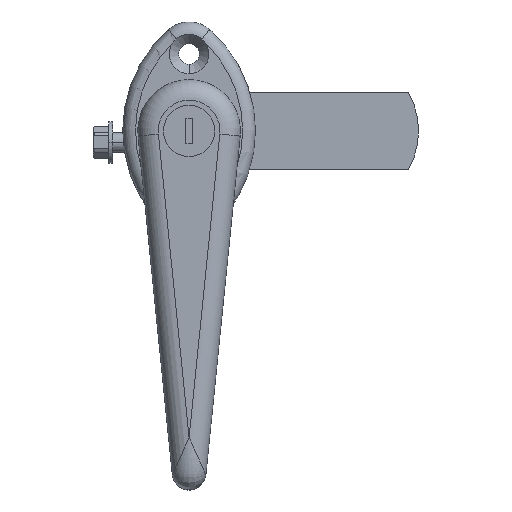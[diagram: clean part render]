
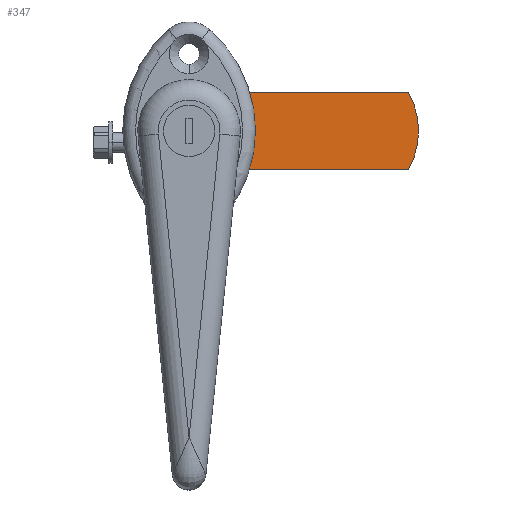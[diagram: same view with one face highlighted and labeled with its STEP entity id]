
A CAD part, front view. The second image highlights one B-rep face of the part: STEP entity #347.
In plain terms, the highlighted planar face has unit normal (0, -1, 0).
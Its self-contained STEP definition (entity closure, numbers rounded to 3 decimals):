
#183=CARTESIAN_POINT('',(2.071,2.944,-0.376));
#184=VERTEX_POINT('',#183);
#191=CARTESIAN_POINT('',(2.071,2.944,-1.124));
#192=VERTEX_POINT('',#191);
#193=CARTESIAN_POINT('',(1.41,2.944,-0.75));
#194=DIRECTION('',(0.0,-1.0,0.0));
#195=DIRECTION('',(1.0,0.0,0.0));
#196=AXIS2_PLACEMENT_3D('',#193,#194,#195);
#197=CIRCLE('',#196,0.76);
#198=EDGE_CURVE('',#192,#184,#197,.T.);
#215=CARTESIAN_POINT('',(-0.5,2.944,-1.124));
#216=VERTEX_POINT('',#215);
#217=CARTESIAN_POINT('',(2.071,2.944,-1.124));
#218=DIRECTION('',(-1.0,0.0,0.0));
#219=VECTOR('',#218,2.571);
#220=LINE('',#217,#219);
#221=EDGE_CURVE('',#192,#216,#220,.T.);
#290=CARTESIAN_POINT('',(2.169,2.944,-1.124));
#291=DIRECTION('',(0.0,-1.0,0.0));
#292=DIRECTION('',(0.0,0.0,-1.0));
#293=AXIS2_PLACEMENT_3D('',#290,#291,#292);
#294=PLANE('',#293);
#295=ORIENTED_EDGE('',*,*,#198,.T.);
#296=CARTESIAN_POINT('',(-0.5,2.944,-0.376));
#297=VERTEX_POINT('',#296);
#298=CARTESIAN_POINT('',(2.071,2.944,-0.376));
#299=DIRECTION('',(-1.0,0.0,0.0));
#300=VECTOR('',#299,2.571);
#301=LINE('',#298,#300);
#302=EDGE_CURVE('',#184,#297,#301,.T.);
#303=ORIENTED_EDGE('',*,*,#302,.T.);
#304=CARTESIAN_POINT('',(-0.5,2.944,-1.124));
#305=DIRECTION('',(0.0,0.0,1.0));
#306=VECTOR('',#305,0.748);
#307=LINE('',#304,#306);
#308=EDGE_CURVE('',#216,#297,#307,.T.);
#309=ORIENTED_EDGE('',*,*,#308,.F.);
#310=ORIENTED_EDGE('',*,*,#221,.F.);
#311=EDGE_LOOP('',(#295,#303,#309,#310));
#312=FACE_OUTER_BOUND('',#311,.T.);
#313=CARTESIAN_POINT('',(-0.224,2.944,-0.593));
#314=VERTEX_POINT('',#313);
#315=CARTESIAN_POINT('',(0.091,2.944,-0.593));
#316=VERTEX_POINT('',#315);
#317=CARTESIAN_POINT('',(-0.224,2.944,-0.593));
#318=DIRECTION('',(1.0,0.0,0.0));
#319=VECTOR('',#318,0.315);
#320=LINE('',#317,#319);
#321=EDGE_CURVE('',#314,#316,#320,.T.);
#322=ORIENTED_EDGE('',*,*,#321,.T.);
#323=CARTESIAN_POINT('',(0.091,2.944,-0.907));
#324=VERTEX_POINT('',#323);
#325=CARTESIAN_POINT('',(0.091,2.944,-0.593));
#326=DIRECTION('',(0.0,0.0,-1.0));
#327=VECTOR('',#326,0.315);
#328=LINE('',#325,#327);
#329=EDGE_CURVE('',#316,#324,#328,.T.);
#330=ORIENTED_EDGE('',*,*,#329,.T.);
#331=CARTESIAN_POINT('',(-0.224,2.944,-0.907));
#332=VERTEX_POINT('',#331);
#333=CARTESIAN_POINT('',(0.091,2.944,-0.907));
#334=DIRECTION('',(-1.0,0.0,0.0));
#335=VECTOR('',#334,0.315);
#336=LINE('',#333,#335);
#337=EDGE_CURVE('',#324,#332,#336,.T.);
#338=ORIENTED_EDGE('',*,*,#337,.T.);
#339=CARTESIAN_POINT('',(-0.224,2.944,-0.907));
#340=DIRECTION('',(0.0,0.0,1.0));
#341=VECTOR('',#340,0.315);
#342=LINE('',#339,#341);
#343=EDGE_CURVE('',#332,#314,#342,.T.);
#344=ORIENTED_EDGE('',*,*,#343,.T.);
#345=EDGE_LOOP('',(#322,#330,#338,#344));
#346=FACE_BOUND('',#345,.T.);
#347=ADVANCED_FACE('',(#312,#346),#294,.T.);
